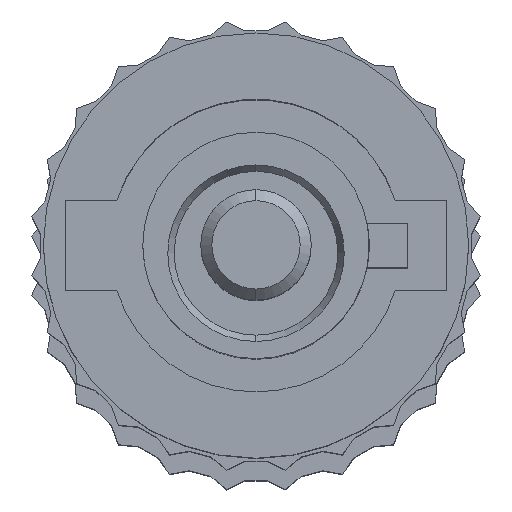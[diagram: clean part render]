
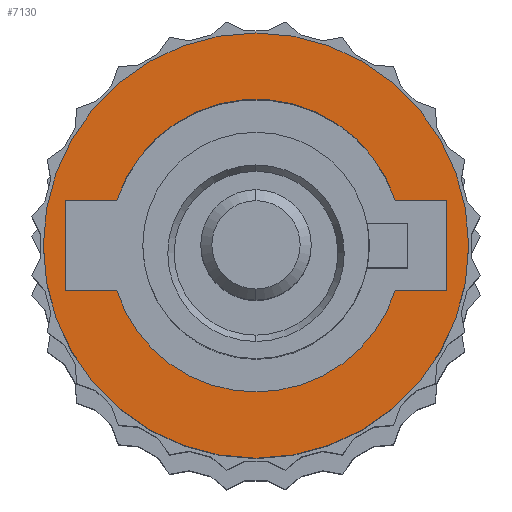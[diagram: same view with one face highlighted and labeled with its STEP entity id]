
A CAD part, top view. The second image highlights one B-rep face of the part: STEP entity #7130.
In plain terms, the highlighted face is planar.
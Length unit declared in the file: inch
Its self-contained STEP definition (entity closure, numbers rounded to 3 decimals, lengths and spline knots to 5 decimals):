
#340 = EDGE_CURVE ( 'NONE', #3085, #3458, #5804, .T. ) ;
#366 = LINE ( 'NONE', #2001, #6860 ) ;
#434 = EDGE_CURVE ( 'NONE', #3114, #4697, #6507, .T. ) ;
#437 = DIRECTION ( 'NONE',  ( 1., 0., 0. ) ) ;
#460 = CIRCLE ( 'NONE', #6707, 0.1925 ) ;
#475 = EDGE_CURVE ( 'NONE', #6885, #3085, #1646, .T. ) ;
#545 = CARTESIAN_POINT ( 'NONE',  ( 0.1725, 0.45, -0.041 ) ) ;
#598 = AXIS2_PLACEMENT_3D ( 'NONE', #4981, #5571, #2819 ) ;
#613 = PLANE ( 'NONE',  #598 ) ;
#765 = CARTESIAN_POINT ( 'NONE',  ( -0.1725, 0.45, 0.041 ) ) ;
#855 = CIRCLE ( 'NONE', #6408, 0.1325 ) ;
#972 = DIRECTION ( 'NONE',  ( 0., 1., 0. ) ) ;
#1174 = AXIS2_PLACEMENT_3D ( 'NONE', #3204, #972, #3175 ) ;
#1217 = EDGE_CURVE ( 'NONE', #6814, #6885, #366, .T. ) ;
#1292 = CARTESIAN_POINT ( 'NONE',  ( 0.1725, 0.45, -0.041 ) ) ;
#1307 = ORIENTED_EDGE ( 'NONE', *, *, #2168, .F. ) ;
#1384 = ORIENTED_EDGE ( 'NONE', *, *, #1985, .F. ) ;
#1392 = ORIENTED_EDGE ( 'NONE', *, *, #434, .T. ) ;
#1503 = EDGE_LOOP ( 'NONE', ( #1392, #1814 ) ) ;
#1535 = CARTESIAN_POINT ( 'NONE',  ( -0.126, 0.45, -0.041 ) ) ;
#1564 = CARTESIAN_POINT ( 'NONE',  ( -0.126, 0.45, 0.041 ) ) ;
#1646 = CIRCLE ( 'NONE', #5691, 0.1325 ) ;
#1678 = ORIENTED_EDGE ( 'NONE', *, *, #340, .F. ) ;
#1736 = VERTEX_POINT ( 'NONE', #3722 ) ;
#1795 = ORIENTED_EDGE ( 'NONE', *, *, #3324, .F. ) ;
#1814 = ORIENTED_EDGE ( 'NONE', *, *, #4340, .T. ) ;
#1873 = EDGE_CURVE ( 'NONE', #5175, #5470, #2203, .T. ) ;
#1985 = EDGE_CURVE ( 'NONE', #5470, #6814, #6254, .T. ) ;
#2001 = CARTESIAN_POINT ( 'NONE',  ( -0.126, 0.45, 0.041 ) ) ;
#2122 = VECTOR ( 'NONE', #5055, 39.37008 ) ;
#2146 = DIRECTION ( 'NONE',  ( 0., 0., -1. ) ) ;
#2168 = EDGE_CURVE ( 'NONE', #1736, #5175, #855, .T. ) ;
#2176 = CARTESIAN_POINT ( 'NONE',  ( 0.1725, 0.45, 0.041 ) ) ;
#2192 = DIRECTION ( 'NONE',  ( 0., 1., 0. ) ) ;
#2203 = LINE ( 'NONE', #3791, #3736 ) ;
#2267 = DIRECTION ( 'NONE',  ( 0., 1., 0. ) ) ;
#2287 = EDGE_CURVE ( 'NONE', #3984, #1736, #3303, .T. ) ;
#2330 = EDGE_LOOP ( 'NONE', ( #5086, #1795, #1678, #5059, #2525, #1384, #7148, #1307, #2964 ) ) ;
#2525 = ORIENTED_EDGE ( 'NONE', *, *, #1217, .F. ) ;
#2819 = DIRECTION ( 'NONE',  ( 0., 0., 1. ) ) ;
#2870 = CARTESIAN_POINT ( 'NONE',  ( 0.1725, 0.45, -0.041 ) ) ;
#2964 = ORIENTED_EDGE ( 'NONE', *, *, #2287, .F. ) ;
#3022 = CARTESIAN_POINT ( 'NONE',  ( 0., 0.45, 0.1325 ) ) ;
#3085 = VERTEX_POINT ( 'NONE', #3022 ) ;
#3114 = VERTEX_POINT ( 'NONE', #5116 ) ;
#3175 = DIRECTION ( 'NONE',  ( 0., 0., 1. ) ) ;
#3197 = CARTESIAN_POINT ( 'NONE',  ( 0., 0.45, 0.1925 ) ) ;
#3204 = CARTESIAN_POINT ( 'NONE',  ( 0., 0.45, 0. ) ) ;
#3245 = DIRECTION ( 'NONE',  ( -1., 0., 0. ) ) ;
#3274 = DIRECTION ( 'NONE',  ( 0., 0., 1. ) ) ;
#3303 = LINE ( 'NONE', #2870, #4436 ) ;
#3316 = FACE_OUTER_BOUND ( 'NONE', #1503, .T. ) ;
#3324 = EDGE_CURVE ( 'NONE', #3458, #5276, #6458, .T. ) ;
#3349 = FACE_BOUND ( 'NONE', #2330, .T. ) ;
#3417 = EDGE_CURVE ( 'NONE', #5276, #3984, #4990, .T. ) ;
#3458 = VERTEX_POINT ( 'NONE', #6013 ) ;
#3663 = CARTESIAN_POINT ( 'NONE',  ( -0.1725, 0.45, -0.041 ) ) ;
#3722 = CARTESIAN_POINT ( 'NONE',  ( 0.126, 0.45, -0.041 ) ) ;
#3736 = VECTOR ( 'NONE', #3245, 39.37008 ) ;
#3791 = CARTESIAN_POINT ( 'NONE',  ( -0.126, 0.45, -0.041 ) ) ;
#3888 = CARTESIAN_POINT ( 'NONE',  ( 0., 0.45, 0. ) ) ;
#3951 = DIRECTION ( 'NONE',  ( 0., 1., 0. ) ) ;
#3984 = VERTEX_POINT ( 'NONE', #1292 ) ;
#4198 = CARTESIAN_POINT ( 'NONE',  ( 0.1725, 0.45, 0.041 ) ) ;
#4202 = DIRECTION ( 'NONE',  ( 1., 0., 0. ) ) ;
#4340 = EDGE_CURVE ( 'NONE', #4697, #3114, #460, .T. ) ;
#4427 = DIRECTION ( 'NONE',  ( -1., 0., 0. ) ) ;
#4436 = VECTOR ( 'NONE', #4427, 39.37008 ) ;
#4697 = VERTEX_POINT ( 'NONE', #3197 ) ;
#4806 = CARTESIAN_POINT ( 'NONE',  ( -0.1725, 0.45, -0.041 ) ) ;
#4971 = DIRECTION ( 'NONE',  ( 0., 1., 0. ) ) ;
#4981 = CARTESIAN_POINT ( 'NONE',  ( 0., 0.45, 0. ) ) ;
#4990 = LINE ( 'NONE', #545, #6542 ) ;
#5012 = DIRECTION ( 'NONE',  ( 0., 0., 1. ) ) ;
#5055 = DIRECTION ( 'NONE',  ( 0., 0., 1. ) ) ;
#5059 = ORIENTED_EDGE ( 'NONE', *, *, #475, .F. ) ;
#5086 = ORIENTED_EDGE ( 'NONE', *, *, #3417, .F. ) ;
#5116 = CARTESIAN_POINT ( 'NONE',  ( 0., 0.45, -0.1925 ) ) ;
#5119 = CARTESIAN_POINT ( 'NONE',  ( 0., 0.45, 0. ) ) ;
#5175 = VERTEX_POINT ( 'NONE', #1535 ) ;
#5216 = AXIS2_PLACEMENT_3D ( 'NONE', #3888, #4971, #5525 ) ;
#5276 = VERTEX_POINT ( 'NONE', #2176 ) ;
#5470 = VERTEX_POINT ( 'NONE', #4806 ) ;
#5491 = CARTESIAN_POINT ( 'NONE',  ( 0., 0.45, 0. ) ) ;
#5525 = DIRECTION ( 'NONE',  ( 0., 0., 1. ) ) ;
#5571 = DIRECTION ( 'NONE',  ( 0., 1., 0. ) ) ;
#5691 = AXIS2_PLACEMENT_3D ( 'NONE', #5119, #2267, #5012 ) ;
#5804 = CIRCLE ( 'NONE', #1174, 0.1325 ) ;
#5966 = CARTESIAN_POINT ( 'NONE',  ( 0., 0.45, 0. ) ) ;
#6013 = CARTESIAN_POINT ( 'NONE',  ( 0.126, 0.45, 0.041 ) ) ;
#6254 = LINE ( 'NONE', #3663, #2122 ) ;
#6408 = AXIS2_PLACEMENT_3D ( 'NONE', #5491, #3951, #6714 ) ;
#6458 = LINE ( 'NONE', #4198, #7000 ) ;
#6507 = CIRCLE ( 'NONE', #5216, 0.1925 ) ;
#6542 = VECTOR ( 'NONE', #2146, 39.37008 ) ;
#6707 = AXIS2_PLACEMENT_3D ( 'NONE', #5966, #2192, #3274 ) ;
#6714 = DIRECTION ( 'NONE',  ( 0., 0., 1. ) ) ;
#6814 = VERTEX_POINT ( 'NONE', #765 ) ;
#6860 = VECTOR ( 'NONE', #4202, 39.37008 ) ;
#6885 = VERTEX_POINT ( 'NONE', #1564 ) ;
#7000 = VECTOR ( 'NONE', #437, 39.37008 ) ;
#7130 = ADVANCED_FACE ( 'NONE', ( #3349, #3316 ), #613, .T. ) ;
#7148 = ORIENTED_EDGE ( 'NONE', *, *, #1873, .F. ) ;
